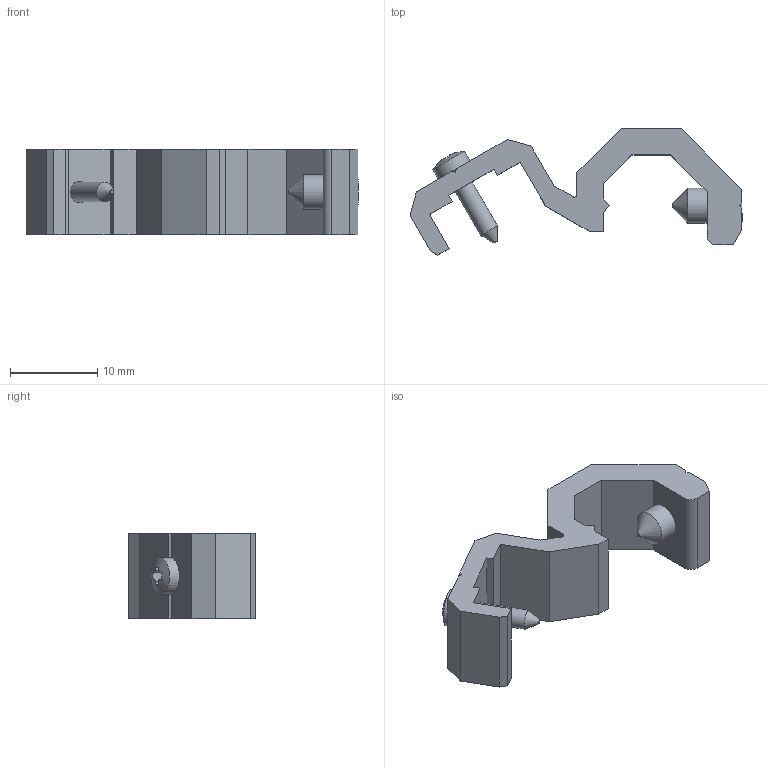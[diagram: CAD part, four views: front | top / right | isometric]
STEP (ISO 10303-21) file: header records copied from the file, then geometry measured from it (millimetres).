
FILE_DESCRIPTION(/* description */ ('STAFFA SENSORE x CIL. Ø32-40'),/* implementation_level */ '2;1');
FILE_NAME(/* name */ '1320_A.stp',/* time_stamp */ '2017-11-23T09:39:28+01:00',/* author */ ('Maniean1'),/* organization */ (''),/* preprocessor_version */ 'ST-DEVELOPER v16.5',/* originating_system */ 'Autodesk Inventor 2017',/* authorisation */ '');
FILE_SCHEMA (('AUTOMOTIVE_DESIGN { 1 0 10303 214 3 1 1 }'));
Length unit declared in the file: millimetre
Products named in the file (4): 1320.A; 1320_A; GC4x8; vatc2,2x9,5
Assembly tree (3 placements, depth 2):
  1320.A
    1320_A
    GC4x8
    vatc2,2x9,5
Bounding box: 38.02 x 14.48 x 9.8 mm (x, y, z)
Volume: 1728.3 mm3; surface area: 1848.7 mm2
Topology: 3 solids, 3 shells, 83 faces, 227 edges, 150 vertices
Faces by surface type: plane 68, cylinder 11, cone 3, sphere 1
Full cylindrical faces by diameter (mm): 2.2 x1, 2.5 x1, 3.242 x1, 4 x1, 4.2 x1
Entity records: 2736 total; most frequent: CARTESIAN_POINT 455, DIRECTION 445, ORIENTED_EDGE 434, EDGE_CURVE 217, LINE 169, VECTOR 169, VERTEX_POINT 148, AXIS2_PLACEMENT_3D 138
